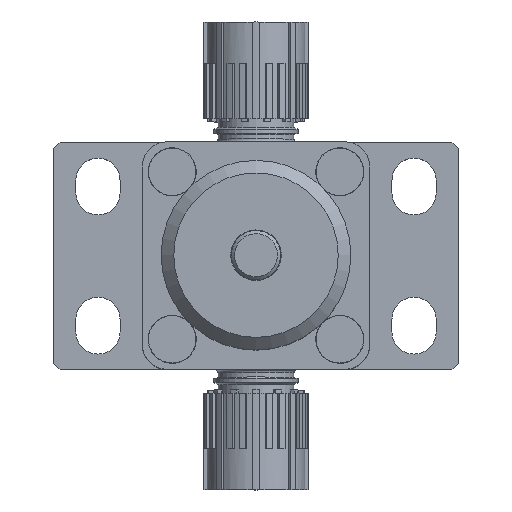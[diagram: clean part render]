
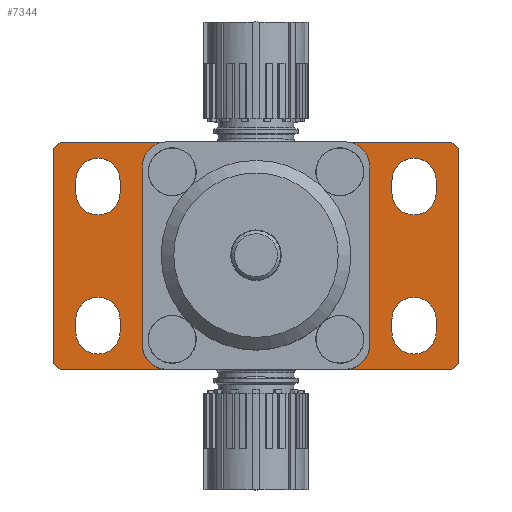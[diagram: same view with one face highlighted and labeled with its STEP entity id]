
A CAD part, top view. The second image highlights one B-rep face of the part: STEP entity #7344.
In plain terms, the highlighted face is planar.
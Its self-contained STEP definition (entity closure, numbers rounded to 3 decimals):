
#335=LINE('',#11220,#947);
#337=LINE('',#11225,#949);
#343=LINE('',#11244,#955);
#345=LINE('',#11249,#957);
#351=LINE('',#11268,#963);
#353=LINE('',#11273,#965);
#359=LINE('',#11292,#971);
#361=LINE('',#11297,#973);
#365=LINE('',#11353,#977);
#367=LINE('',#11357,#979);
#370=LINE('',#11363,#982);
#371=LINE('',#11365,#983);
#372=LINE('',#11367,#984);
#373=LINE('',#11369,#985);
#374=LINE('',#11371,#986);
#375=LINE('',#11372,#987);
#947=VECTOR('',#8862,2.);
#949=VECTOR('',#8866,2.);
#955=VECTOR('',#8886,2.);
#957=VECTOR('',#8890,2.);
#963=VECTOR('',#8910,2.);
#965=VECTOR('',#8914,2.);
#971=VECTOR('',#8934,2.);
#973=VECTOR('',#8938,2.);
#977=VECTOR('',#9006,1.414);
#979=VECTOR('',#9010,62.);
#982=VECTOR('',#9015,34.);
#983=VECTOR('',#9016,1.414);
#984=VECTOR('',#9017,62.);
#985=VECTOR('',#9018,1.414);
#986=VECTOR('',#9019,34.);
#987=VECTOR('',#9020,1.414);
#1569=PLANE('',#7913);
#1885=FACE_BOUND('',#2631,.T.);
#1886=FACE_BOUND('',#2632,.T.);
#1887=FACE_BOUND('',#2633,.T.);
#1888=FACE_BOUND('',#2634,.T.);
#1889=FACE_BOUND('',#2635,.T.);
#1890=FACE_BOUND('',#2636,.T.);
#1891=FACE_BOUND('',#2637,.T.);
#1892=FACE_BOUND('',#2638,.T.);
#2097=FACE_OUTER_BOUND('',#2630,.T.);
#2630=EDGE_LOOP('',(#5475,#5476,#5477,#5478,#5479,#5480,#5481,#5482));
#2631=EDGE_LOOP('',(#5483,#5484,#5485,#5486));
#2632=EDGE_LOOP('',(#5487,#5488,#5489,#5490));
#2633=EDGE_LOOP('',(#5491,#5492,#5493,#5494));
#2634=EDGE_LOOP('',(#5495,#5496,#5497,#5498));
#2635=EDGE_LOOP('',(#5499));
#2636=EDGE_LOOP('',(#5500));
#2637=EDGE_LOOP('',(#5501));
#2638=EDGE_LOOP('',(#5502));
#3220=CIRCLE('',#7853,3.5);
#3222=CIRCLE('',#7858,3.5);
#3224=CIRCLE('',#7861,3.5);
#3226=CIRCLE('',#7866,3.5);
#3228=CIRCLE('',#7869,3.5);
#3230=CIRCLE('',#7874,3.5);
#3232=CIRCLE('',#7877,3.5);
#3234=CIRCLE('',#7882,3.5);
#3238=CIRCLE('',#7889,1.75);
#3242=CIRCLE('',#7896,1.75);
#3246=CIRCLE('',#7903,1.75);
#3250=CIRCLE('',#7910,1.75);
#3612=VERTEX_POINT('',#11210);
#3613=VERTEX_POINT('',#11212);
#3615=VERTEX_POINT('',#11218);
#3617=VERTEX_POINT('',#11224);
#3620=VERTEX_POINT('',#11234);
#3621=VERTEX_POINT('',#11236);
#3623=VERTEX_POINT('',#11242);
#3625=VERTEX_POINT('',#11248);
#3628=VERTEX_POINT('',#11258);
#3629=VERTEX_POINT('',#11260);
#3631=VERTEX_POINT('',#11266);
#3633=VERTEX_POINT('',#11272);
#3636=VERTEX_POINT('',#11282);
#3637=VERTEX_POINT('',#11284);
#3639=VERTEX_POINT('',#11290);
#3641=VERTEX_POINT('',#11296);
#3645=VERTEX_POINT('',#11311);
#3649=VERTEX_POINT('',#11322);
#3653=VERTEX_POINT('',#11333);
#3657=VERTEX_POINT('',#11344);
#3660=VERTEX_POINT('',#11350);
#3661=VERTEX_POINT('',#11352);
#3662=VERTEX_POINT('',#11356);
#3664=VERTEX_POINT('',#11362);
#3665=VERTEX_POINT('',#11364);
#3666=VERTEX_POINT('',#11366);
#3667=VERTEX_POINT('',#11368);
#3668=VERTEX_POINT('',#11370);
#4314=EDGE_CURVE('',#3613,#3612,#3220,.T.);
#4318=EDGE_CURVE('',#3612,#3615,#335,.T.);
#4320=EDGE_CURVE('',#3617,#3613,#337,.T.);
#4323=EDGE_CURVE('',#3615,#3617,#3222,.T.);
#4326=EDGE_CURVE('',#3621,#3620,#3224,.T.);
#4330=EDGE_CURVE('',#3620,#3623,#343,.T.);
#4332=EDGE_CURVE('',#3625,#3621,#345,.T.);
#4335=EDGE_CURVE('',#3623,#3625,#3226,.T.);
#4338=EDGE_CURVE('',#3629,#3628,#3228,.T.);
#4342=EDGE_CURVE('',#3628,#3631,#351,.T.);
#4344=EDGE_CURVE('',#3633,#3629,#353,.T.);
#4347=EDGE_CURVE('',#3631,#3633,#3230,.T.);
#4350=EDGE_CURVE('',#3637,#3636,#3232,.T.);
#4354=EDGE_CURVE('',#3636,#3639,#359,.T.);
#4356=EDGE_CURVE('',#3641,#3637,#361,.T.);
#4359=EDGE_CURVE('',#3639,#3641,#3234,.T.);
#4363=EDGE_CURVE('',#3645,#3645,#3238,.T.);
#4367=EDGE_CURVE('',#3649,#3649,#3242,.T.);
#4371=EDGE_CURVE('',#3653,#3653,#3246,.T.);
#4375=EDGE_CURVE('',#3657,#3657,#3250,.T.);
#4378=EDGE_CURVE('',#3660,#3661,#365,.T.);
#4380=EDGE_CURVE('',#3661,#3662,#367,.T.);
#4383=EDGE_CURVE('',#3664,#3660,#370,.T.);
#4384=EDGE_CURVE('',#3665,#3664,#371,.T.);
#4385=EDGE_CURVE('',#3666,#3665,#372,.T.);
#4386=EDGE_CURVE('',#3667,#3666,#373,.T.);
#4387=EDGE_CURVE('',#3668,#3667,#374,.T.);
#4388=EDGE_CURVE('',#3662,#3668,#375,.T.);
#5475=ORIENTED_EDGE('',*,*,#4378,.F.);
#5476=ORIENTED_EDGE('',*,*,#4383,.F.);
#5477=ORIENTED_EDGE('',*,*,#4384,.F.);
#5478=ORIENTED_EDGE('',*,*,#4385,.F.);
#5479=ORIENTED_EDGE('',*,*,#4386,.F.);
#5480=ORIENTED_EDGE('',*,*,#4387,.F.);
#5481=ORIENTED_EDGE('',*,*,#4388,.F.);
#5482=ORIENTED_EDGE('',*,*,#4380,.F.);
#5483=ORIENTED_EDGE('',*,*,#4320,.T.);
#5484=ORIENTED_EDGE('',*,*,#4314,.T.);
#5485=ORIENTED_EDGE('',*,*,#4318,.T.);
#5486=ORIENTED_EDGE('',*,*,#4323,.T.);
#5487=ORIENTED_EDGE('',*,*,#4332,.T.);
#5488=ORIENTED_EDGE('',*,*,#4326,.T.);
#5489=ORIENTED_EDGE('',*,*,#4330,.T.);
#5490=ORIENTED_EDGE('',*,*,#4335,.T.);
#5491=ORIENTED_EDGE('',*,*,#4344,.T.);
#5492=ORIENTED_EDGE('',*,*,#4338,.T.);
#5493=ORIENTED_EDGE('',*,*,#4342,.T.);
#5494=ORIENTED_EDGE('',*,*,#4347,.T.);
#5495=ORIENTED_EDGE('',*,*,#4356,.T.);
#5496=ORIENTED_EDGE('',*,*,#4350,.T.);
#5497=ORIENTED_EDGE('',*,*,#4354,.T.);
#5498=ORIENTED_EDGE('',*,*,#4359,.T.);
#5499=ORIENTED_EDGE('',*,*,#4363,.T.);
#5500=ORIENTED_EDGE('',*,*,#4367,.T.);
#5501=ORIENTED_EDGE('',*,*,#4371,.T.);
#5502=ORIENTED_EDGE('',*,*,#4375,.T.);
#7344=ADVANCED_FACE('',(#2097,#1885,#1886,#1887,#1888,#1889,#1890,#1891,
#1892),#1569,.F.);
#7853=AXIS2_PLACEMENT_3D('',#11213,#8855,#8856);
#7858=AXIS2_PLACEMENT_3D('',#11229,#8872,#8873);
#7861=AXIS2_PLACEMENT_3D('',#11237,#8879,#8880);
#7866=AXIS2_PLACEMENT_3D('',#11253,#8896,#8897);
#7869=AXIS2_PLACEMENT_3D('',#11261,#8903,#8904);
#7874=AXIS2_PLACEMENT_3D('',#11277,#8920,#8921);
#7877=AXIS2_PLACEMENT_3D('',#11285,#8927,#8928);
#7882=AXIS2_PLACEMENT_3D('',#11301,#8944,#8945);
#7889=AXIS2_PLACEMENT_3D('',#11312,#8958,#8959);
#7896=AXIS2_PLACEMENT_3D('',#11323,#8972,#8973);
#7903=AXIS2_PLACEMENT_3D('',#11334,#8986,#8987);
#7910=AXIS2_PLACEMENT_3D('',#11345,#9000,#9001);
#7913=AXIS2_PLACEMENT_3D('',#11361,#9013,#9014);
#8855=DIRECTION('center_axis',(0.,1.,0.));
#8856=DIRECTION('ref_axis',(0.,0.,1.));
#8862=DIRECTION('',(1.,0.,0.));
#8866=DIRECTION('',(-1.,0.,0.));
#8872=DIRECTION('center_axis',(0.,1.,0.));
#8873=DIRECTION('ref_axis',(0.,0.,-1.));
#8879=DIRECTION('center_axis',(0.,1.,0.));
#8880=DIRECTION('ref_axis',(0.,0.,-1.));
#8886=DIRECTION('',(-1.,0.,0.));
#8890=DIRECTION('',(1.,0.,0.));
#8896=DIRECTION('center_axis',(0.,1.,0.));
#8897=DIRECTION('ref_axis',(0.,0.,1.));
#8903=DIRECTION('center_axis',(0.,1.,0.));
#8904=DIRECTION('ref_axis',(0.,0.,1.));
#8910=DIRECTION('',(1.,0.,0.));
#8914=DIRECTION('',(-1.,0.,0.));
#8920=DIRECTION('center_axis',(0.,1.,0.));
#8921=DIRECTION('ref_axis',(0.,0.,-1.));
#8927=DIRECTION('center_axis',(0.,1.,0.));
#8928=DIRECTION('ref_axis',(0.,0.,1.));
#8934=DIRECTION('',(1.,0.,0.));
#8938=DIRECTION('',(-1.,0.,0.));
#8944=DIRECTION('center_axis',(0.,1.,0.));
#8945=DIRECTION('ref_axis',(0.,0.,-1.));
#8958=DIRECTION('center_axis',(0.,1.,0.));
#8959=DIRECTION('ref_axis',(1.,0.,0.));
#8972=DIRECTION('center_axis',(0.,1.,0.));
#8973=DIRECTION('ref_axis',(1.,0.,0.));
#8986=DIRECTION('center_axis',(0.,1.,0.));
#8987=DIRECTION('ref_axis',(1.,0.,0.));
#9000=DIRECTION('center_axis',(0.,1.,0.));
#9001=DIRECTION('ref_axis',(1.,0.,0.));
#9006=DIRECTION('',(-0.707,0.,0.707));
#9010=DIRECTION('',(0.,0.,1.));
#9013=DIRECTION('center_axis',(0.,1.,0.));
#9014=DIRECTION('ref_axis',(0.,0.,1.));
#9015=DIRECTION('',(-1.,0.,0.));
#9016=DIRECTION('',(-0.707,0.,-0.707));
#9017=DIRECTION('',(0.,0.,-1.));
#9018=DIRECTION('',(0.707,0.,-0.707));
#9019=DIRECTION('',(1.,0.,0.));
#9020=DIRECTION('',(0.707,0.,0.707));
#11210=CARTESIAN_POINT('',(28.,0.,-53.5));
#11212=CARTESIAN_POINT('',(28.,0.,-60.5));
#11213=CARTESIAN_POINT('Origin',(28.,0.,-57.));
#11218=CARTESIAN_POINT('',(30.,0.,-53.5));
#11220=CARTESIAN_POINT('',(23.,0.,-53.5));
#11224=CARTESIAN_POINT('',(30.,0.,-60.5));
#11225=CARTESIAN_POINT('',(24.,0.,-60.5));
#11229=CARTESIAN_POINT('Origin',(30.,0.,-57.));
#11234=CARTESIAN_POINT('',(8.,0.,-10.5));
#11236=CARTESIAN_POINT('',(8.,0.,-3.5));
#11237=CARTESIAN_POINT('Origin',(8.,0.,-7.));
#11242=CARTESIAN_POINT('',(6.,0.,-10.5));
#11244=CARTESIAN_POINT('',(13.,0.,-10.5));
#11248=CARTESIAN_POINT('',(6.,0.,-3.5));
#11249=CARTESIAN_POINT('',(12.,0.,-3.5));
#11253=CARTESIAN_POINT('Origin',(6.,0.,-7.));
#11258=CARTESIAN_POINT('',(28.,0.,-3.5));
#11260=CARTESIAN_POINT('',(28.,0.,-10.5));
#11261=CARTESIAN_POINT('Origin',(28.,0.,-7.));
#11266=CARTESIAN_POINT('',(30.,0.,-3.5));
#11268=CARTESIAN_POINT('',(23.,0.,-3.5));
#11272=CARTESIAN_POINT('',(30.,0.,-10.5));
#11273=CARTESIAN_POINT('',(24.,0.,-10.5));
#11277=CARTESIAN_POINT('Origin',(30.,0.,-7.));
#11282=CARTESIAN_POINT('',(6.,0.,-53.5));
#11284=CARTESIAN_POINT('',(6.,0.,-60.5));
#11285=CARTESIAN_POINT('Origin',(6.,0.,-57.));
#11290=CARTESIAN_POINT('',(8.,0.,-53.5));
#11292=CARTESIAN_POINT('',(12.,0.,-53.5));
#11296=CARTESIAN_POINT('',(8.,0.,-60.5));
#11297=CARTESIAN_POINT('',(13.,0.,-60.5));
#11301=CARTESIAN_POINT('Origin',(8.,0.,-57.));
#11311=CARTESIAN_POINT('',(3.,0.,-18.75));
#11312=CARTESIAN_POINT('Origin',(4.75,0.,-18.75));
#11322=CARTESIAN_POINT('',(29.5,0.,-45.25));
#11323=CARTESIAN_POINT('Origin',(31.25,0.,-45.25));
#11333=CARTESIAN_POINT('',(29.5,0.,-18.75));
#11334=CARTESIAN_POINT('Origin',(31.25,0.,-18.75));
#11344=CARTESIAN_POINT('',(3.,0.,-45.25));
#11345=CARTESIAN_POINT('Origin',(4.75,0.,-45.25));
#11350=CARTESIAN_POINT('',(1.,0.,-64.));
#11352=CARTESIAN_POINT('',(0.,0.,-63.));
#11353=CARTESIAN_POINT('',(-3.,0.,-60.));
#11356=CARTESIAN_POINT('',(0.,0.,-1.));
#11357=CARTESIAN_POINT('',(0.,0.,-64.));
#11361=CARTESIAN_POINT('Origin',(18.,0.,-32.));
#11362=CARTESIAN_POINT('',(35.,0.,-64.));
#11363=CARTESIAN_POINT('',(36.,0.,-64.));
#11364=CARTESIAN_POINT('',(36.,0.,-63.));
#11365=CARTESIAN_POINT('',(39.,0.,-60.));
#11366=CARTESIAN_POINT('',(36.,0.,-1.));
#11367=CARTESIAN_POINT('',(36.,0.,0.));
#11368=CARTESIAN_POINT('',(35.,0.,0.));
#11369=CARTESIAN_POINT('',(39.,0.,-4.));
#11370=CARTESIAN_POINT('',(1.,0.,0.));
#11371=CARTESIAN_POINT('',(0.,0.,0.));
#11372=CARTESIAN_POINT('',(-3.,0.,-4.));
